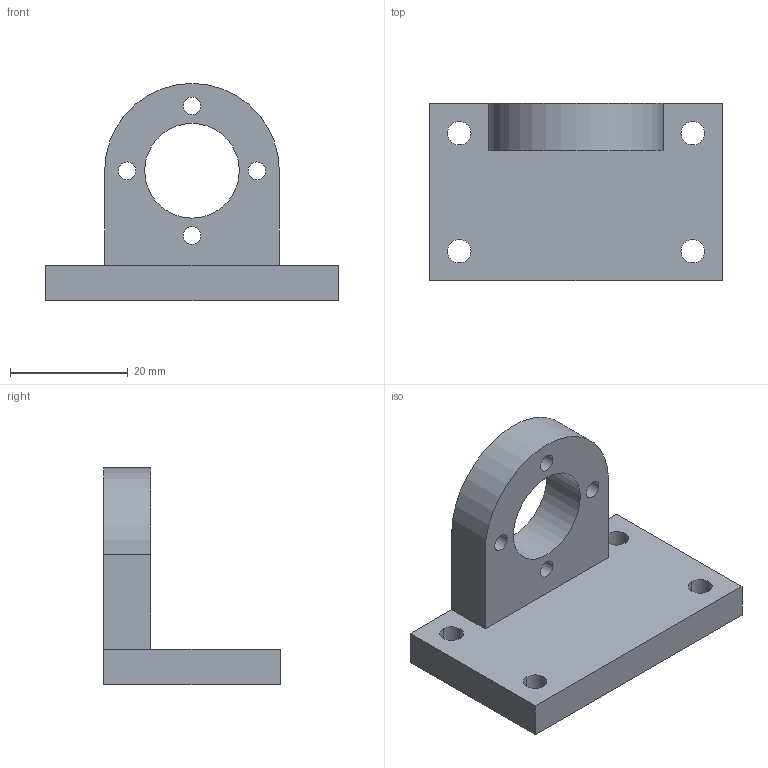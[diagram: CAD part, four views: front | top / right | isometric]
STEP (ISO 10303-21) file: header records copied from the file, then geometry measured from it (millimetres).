
FILE_DESCRIPTION (( 'STEP AP203' ), '1' );
FILE_NAME ('Haptic_Motor2-Bracket_Part_24_X1_Default_sldprt.STEP', '2023-08-01T11:31:03', ( '' ), ( '' ), 'SwSTEP 2.0', 'SolidWorks 2022', '' );
FILE_SCHEMA (( 'CONFIG_CONTROL_DESIGN' ));
Length unit declared in the file: millimetre
Products named in the file (1): Haptic_Motor2-Bracket_Part_24_X1_Default_sldprt
Bounding box: 49.6 x 30 x 36.8 mm (x, y, z)
Volume: 13122.7 mm3; surface area: 6496.8 mm2
Topology: 1 solids, 1 shells, 40 faces, 102 edges, 68 vertices
Faces by surface type: cylinder 27, plane 13
Entity records: 1353 total; most frequent: DIRECTION 238, CARTESIAN_POINT 211, ORIENTED_EDGE 204, EDGE_CURVE 102, AXIS2_PLACEMENT_3D 95, VERTEX_POINT 68, EDGE_LOOP 62, CIRCLE 54
